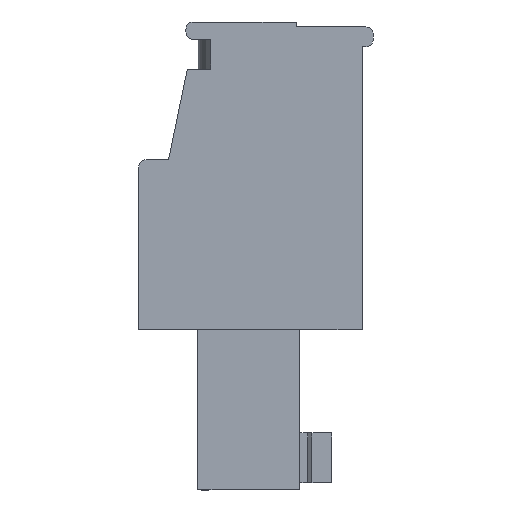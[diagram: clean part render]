
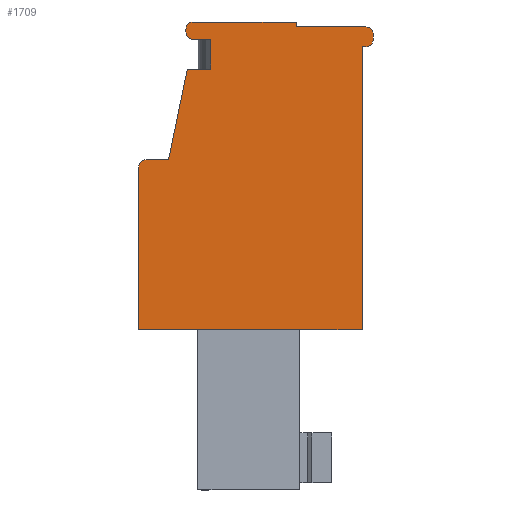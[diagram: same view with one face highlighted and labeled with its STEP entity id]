
A CAD part, front view. The second image highlights one B-rep face of the part: STEP entity #1709.
In plain terms, the highlighted planar face has unit normal (0, -1, 0).
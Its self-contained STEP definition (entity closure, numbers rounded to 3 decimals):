
#1537=CARTESIAN_POINT('',(0.291,-22.398,5.092));
#1538=DIRECTION('',(1.,0.,0.));
#1539=DIRECTION('',(0.,-1.,0.));
#1540=AXIS2_PLACEMENT_3D('',#1537,#1539,#1538);
#1541=PLANE('',#1540);
#1542=CARTESIAN_POINT('',(-4.362,-22.398,-1.014));
#1543=VERTEX_POINT('',#1542);
#1544=CARTESIAN_POINT('',(4.502,-22.398,-1.014));
#1545=VERTEX_POINT('',#1544);
#1546=CARTESIAN_POINT('',(-4.362,-22.398,-1.014));
#1547=DIRECTION('',(1.,0.,0.));
#1548=VECTOR('',#1547,8.864);
#1549=LINE('',#1546,#1548);
#1550=EDGE_CURVE('',#1543,#1545,#1549,.T.);
#1551=ORIENTED_EDGE('',*,*,#1550,.T.);
#1552=CARTESIAN_POINT('',(4.502,-22.398,10.213));
#1553=VERTEX_POINT('',#1552);
#1554=CARTESIAN_POINT('',(4.502,-22.398,-1.014));
#1555=DIRECTION('',(0.,0.,1.));
#1556=VECTOR('',#1555,11.227);
#1557=LINE('',#1554,#1556);
#1558=EDGE_CURVE('',#1545,#1553,#1557,.T.);
#1559=ORIENTED_EDGE('',*,*,#1558,.T.);
#1560=CARTESIAN_POINT('',(4.649,-22.398,10.213));
#1561=VERTEX_POINT('',#1560);
#1562=CARTESIAN_POINT('',(4.502,-22.398,10.213));
#1563=DIRECTION('',(1.,0.,0.));
#1564=VECTOR('',#1563,0.148);
#1565=LINE('',#1562,#1564);
#1566=EDGE_CURVE('',#1553,#1561,#1565,.T.);
#1567=ORIENTED_EDGE('',*,*,#1566,.T.);
#1568=CARTESIAN_POINT('',(4.945,-22.398,10.509));
#1569=VERTEX_POINT('',#1568);
#1570=CARTESIAN_POINT('',(4.649,-22.398,10.509));
#1571=DIRECTION('',(0.,0.,-1.));
#1572=DIRECTION('',(0.,-1.,0.));
#1573=AXIS2_PLACEMENT_3D('',#1570,#1572,#1571);
#1574=CIRCLE('',#1573,0.295);
#1575=EDGE_CURVE('',#1561,#1569,#1574,.T.);
#1576=ORIENTED_EDGE('',*,*,#1575,.T.);
#1577=CARTESIAN_POINT('',(4.945,-22.398,10.706));
#1578=VERTEX_POINT('',#1577);
#1579=CARTESIAN_POINT('',(4.945,-22.398,10.509));
#1580=DIRECTION('',(0.,0.,1.));
#1581=VECTOR('',#1580,0.197);
#1582=LINE('',#1579,#1581);
#1583=EDGE_CURVE('',#1569,#1578,#1582,.T.);
#1584=ORIENTED_EDGE('',*,*,#1583,.T.);
#1585=CARTESIAN_POINT('',(4.649,-22.398,11.001));
#1586=VERTEX_POINT('',#1585);
#1587=CARTESIAN_POINT('',(4.649,-22.398,10.706));
#1588=DIRECTION('',(1.,0.,0.));
#1589=DIRECTION('',(0.,-1.,0.));
#1590=AXIS2_PLACEMENT_3D('',#1587,#1589,#1588);
#1591=CIRCLE('',#1590,0.295);
#1592=EDGE_CURVE('',#1578,#1586,#1591,.T.);
#1593=ORIENTED_EDGE('',*,*,#1592,.T.);
#1594=CARTESIAN_POINT('',(1.892,-22.398,11.001));
#1595=VERTEX_POINT('',#1594);
#1596=CARTESIAN_POINT('',(4.649,-22.398,11.001));
#1597=DIRECTION('',(-1.,0.,0.));
#1598=VECTOR('',#1597,2.758);
#1599=LINE('',#1596,#1598);
#1600=EDGE_CURVE('',#1586,#1595,#1599,.T.);
#1601=ORIENTED_EDGE('',*,*,#1600,.T.);
#1602=CARTESIAN_POINT('',(1.892,-22.398,11.198));
#1603=VERTEX_POINT('',#1602);
#1604=CARTESIAN_POINT('',(1.892,-22.398,11.001));
#1605=DIRECTION('',(0.,0.,1.));
#1606=VECTOR('',#1605,0.197);
#1607=LINE('',#1604,#1606);
#1608=EDGE_CURVE('',#1595,#1603,#1607,.T.);
#1609=ORIENTED_EDGE('',*,*,#1608,.T.);
#1610=CARTESIAN_POINT('',(-2.195,-22.398,11.198));
#1611=VERTEX_POINT('',#1610);
#1612=CARTESIAN_POINT('',(1.892,-22.398,11.198));
#1613=DIRECTION('',(-1.,0.,0.));
#1614=VECTOR('',#1613,4.087);
#1615=LINE('',#1612,#1614);
#1616=EDGE_CURVE('',#1603,#1611,#1615,.T.);
#1617=ORIENTED_EDGE('',*,*,#1616,.T.);
#1618=CARTESIAN_POINT('',(-2.491,-22.398,10.903));
#1619=VERTEX_POINT('',#1618);
#1620=CARTESIAN_POINT('',(-2.195,-22.398,10.903));
#1621=DIRECTION('',(0.,0.,1.));
#1622=DIRECTION('',(0.,-1.,0.));
#1623=AXIS2_PLACEMENT_3D('',#1620,#1622,#1621);
#1624=CIRCLE('',#1623,0.295);
#1625=EDGE_CURVE('',#1611,#1619,#1624,.T.);
#1626=ORIENTED_EDGE('',*,*,#1625,.T.);
#1627=CARTESIAN_POINT('',(-2.491,-22.398,10.804));
#1628=VERTEX_POINT('',#1627);
#1629=CARTESIAN_POINT('',(-2.491,-22.398,10.903));
#1630=DIRECTION('',(0.,0.,-1.));
#1631=VECTOR('',#1630,0.099);
#1632=LINE('',#1629,#1631);
#1633=EDGE_CURVE('',#1619,#1628,#1632,.T.);
#1634=ORIENTED_EDGE('',*,*,#1633,.T.);
#1635=CARTESIAN_POINT('',(-2.255,-22.398,10.514));
#1636=VERTEX_POINT('',#1635);
#1637=CARTESIAN_POINT('',(-2.195,-22.398,10.804));
#1638=DIRECTION('',(-1.,0.,0.));
#1639=DIRECTION('',(0.,-1.,0.));
#1640=AXIS2_PLACEMENT_3D('',#1637,#1639,#1638);
#1641=CIRCLE('',#1640,0.295);
#1642=EDGE_CURVE('',#1628,#1636,#1641,.T.);
#1643=ORIENTED_EDGE('',*,*,#1642,.T.);
#1644=CARTESIAN_POINT('',(-2.228,-22.398,10.509));
#1645=VERTEX_POINT('',#1644);
#1646=CARTESIAN_POINT('',(-2.255,-22.398,10.514));
#1647=DIRECTION('',(0.979,0.,-0.202));
#1648=VECTOR('',#1647,0.028);
#1649=LINE('',#1646,#1648);
#1650=EDGE_CURVE('',#1636,#1645,#1649,.T.);
#1651=ORIENTED_EDGE('',*,*,#1650,.T.);
#1652=CARTESIAN_POINT('',(-1.506,-22.398,10.509));
#1653=VERTEX_POINT('',#1652);
#1654=CARTESIAN_POINT('',(-2.228,-22.398,10.509));
#1655=DIRECTION('',(1.,0.,0.));
#1656=VECTOR('',#1655,0.722);
#1657=LINE('',#1654,#1656);
#1658=EDGE_CURVE('',#1645,#1653,#1657,.T.);
#1659=ORIENTED_EDGE('',*,*,#1658,.T.);
#1660=CARTESIAN_POINT('',(-1.506,-22.398,9.327));
#1661=VERTEX_POINT('',#1660);
#1662=CARTESIAN_POINT('',(-1.506,-22.398,10.509));
#1663=DIRECTION('',(0.,0.,-1.));
#1664=VECTOR('',#1663,1.182);
#1665=LINE('',#1662,#1664);
#1666=EDGE_CURVE('',#1653,#1661,#1665,.T.);
#1667=ORIENTED_EDGE('',*,*,#1666,.T.);
#1668=CARTESIAN_POINT('',(-2.438,-22.398,9.327));
#1669=VERTEX_POINT('',#1668);
#1670=CARTESIAN_POINT('',(-1.506,-22.398,9.327));
#1671=DIRECTION('',(-1.,0.,0.));
#1672=VECTOR('',#1671,0.932);
#1673=LINE('',#1670,#1672);
#1674=EDGE_CURVE('',#1661,#1669,#1673,.T.);
#1675=ORIENTED_EDGE('',*,*,#1674,.T.);
#1676=CARTESIAN_POINT('',(-3.18,-22.398,5.733));
#1677=VERTEX_POINT('',#1676);
#1678=CARTESIAN_POINT('',(-2.438,-22.398,9.327));
#1679=DIRECTION('',(-0.202,0.,-0.979));
#1680=VECTOR('',#1679,3.67);
#1681=LINE('',#1678,#1680);
#1682=EDGE_CURVE('',#1669,#1677,#1681,.T.);
#1683=ORIENTED_EDGE('',*,*,#1682,.T.);
#1684=CARTESIAN_POINT('',(-4.066,-22.398,5.733));
#1685=VERTEX_POINT('',#1684);
#1686=CARTESIAN_POINT('',(-3.18,-22.398,5.733));
#1687=DIRECTION('',(-1.,0.,0.));
#1688=VECTOR('',#1687,0.886);
#1689=LINE('',#1686,#1688);
#1690=EDGE_CURVE('',#1677,#1685,#1689,.T.);
#1691=ORIENTED_EDGE('',*,*,#1690,.T.);
#1692=CARTESIAN_POINT('',(-4.362,-22.398,5.437));
#1693=VERTEX_POINT('',#1692);
#1694=CARTESIAN_POINT('',(-4.066,-22.398,5.437));
#1695=DIRECTION('',(0.,0.,1.));
#1696=DIRECTION('',(0.,-1.,0.));
#1697=AXIS2_PLACEMENT_3D('',#1694,#1696,#1695);
#1698=CIRCLE('',#1697,0.295);
#1699=EDGE_CURVE('',#1685,#1693,#1698,.T.);
#1700=ORIENTED_EDGE('',*,*,#1699,.T.);
#1701=CARTESIAN_POINT('',(-4.362,-22.398,5.437));
#1702=DIRECTION('',(0.,0.,-1.));
#1703=VECTOR('',#1702,6.451);
#1704=LINE('',#1701,#1703);
#1705=EDGE_CURVE('',#1693,#1543,#1704,.T.);
#1706=ORIENTED_EDGE('',*,*,#1705,.T.);
#1707=EDGE_LOOP('',(#1551,#1559,#1567,#1576,#1584,#1593,#1601,#1609,#1617,#1626,#1634,#1643,#1651,#1659,#1667,#1675,#1683,#1691,#1700,#1706));
#1708=FACE_OUTER_BOUND('',#1707,.T.);
#1709=ADVANCED_FACE('',(#1708),#1541,.T.);
